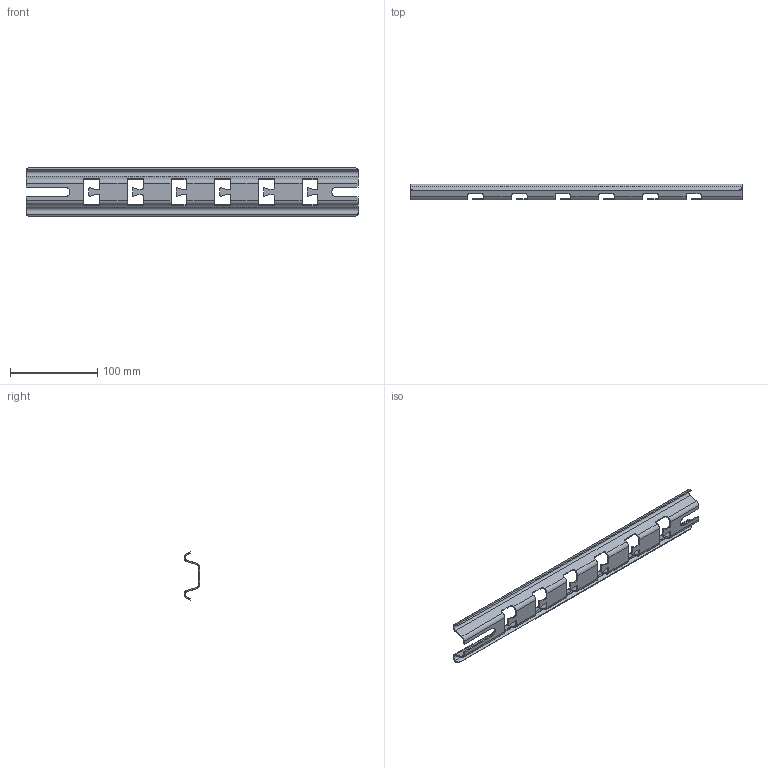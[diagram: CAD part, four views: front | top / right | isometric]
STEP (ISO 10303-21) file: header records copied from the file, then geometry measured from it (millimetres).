
FILE_DESCRIPTION (( 'STEP AP214' ), '1' );
FILE_NAME ('ompp300 Îìåãà-ïðîôèëü äëÿ ïðîâîëî÷. ëîòêà 300 EKF.STEP', '2020-08-26T13:56:00', ( '' ), ( '' ), 'SwSTEP 2.0', 'SolidWorks 2019', '' );
FILE_SCHEMA (( 'AUTOMOTIVE_DESIGN' ));
Length unit declared in the file: millimetre
Products named in the file (1): ompp300 Îìåãà-ïðîôèëü äëÿ ïðîâîëî÷. ëîòêà 300 EKF
Bounding box: 380 x 18.01 x 55 mm (x, y, z)
Volume: 39976.9 mm3; surface area: 56119.2 mm2
Topology: 1 solids, 1 shells, 248 faces, 646 edges, 388 vertices
Faces by surface type: plane 156, cylinder 92
Entity records: 7508 total; most frequent: DIRECTION 1328, ORIENTED_EDGE 1292, CARTESIAN_POINT 1283, EDGE_CURVE 646, LINE 462, VECTOR 462, AXIS2_PLACEMENT_3D 433, VERTEX_POINT 388
